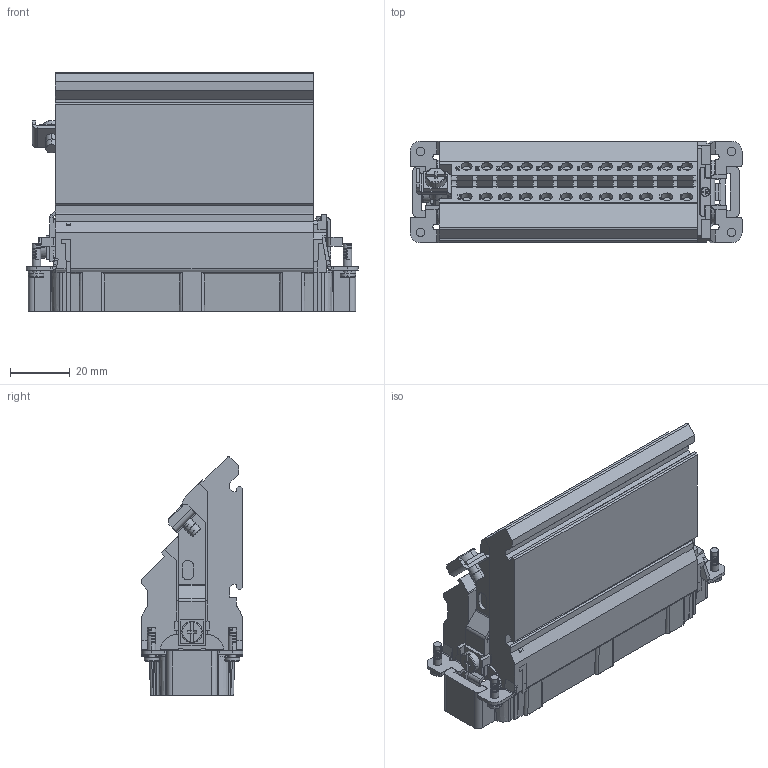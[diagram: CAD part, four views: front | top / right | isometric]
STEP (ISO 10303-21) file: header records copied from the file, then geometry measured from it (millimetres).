
FILE_DESCRIPTION((''),'2;1');
FILE_NAME('2','2017-09-08T',('tl.yang'),(''),'PRO/ENGINEER BY PARAMETRIC TECHNOLOGY CORPORATION, 2011500','PRO/ENGINEER BY PARAMETRIC TECHNOLOGY CORPORATION, 2011500','');
FILE_SCHEMA(('CONFIG_CONTROL_DESIGN'));
Products named in the file (1): 2
Bounding box: 111 x 34 x 79.82 mm (x, y, z)
Volume: 147027 mm3; surface area: 41759.3 mm2
Topology: 1 solids, 26 shells, 3981 faces, 11381 edges, 7602 vertices
Faces by surface type: plane 3164, cylinder 518, cone 168, bspline 66, sphere 56, torus 9
Entity records: 132527 total; most frequent: CARTESIAN_POINT 28194, ORIENTED_EDGE 22650, DIRECTION 20068, EDGE_CURVE 11325, VECTOR 9490, LINE 9490, VERTEX_POINT 7602, AXIS2_PLACEMENT_3D 5289
